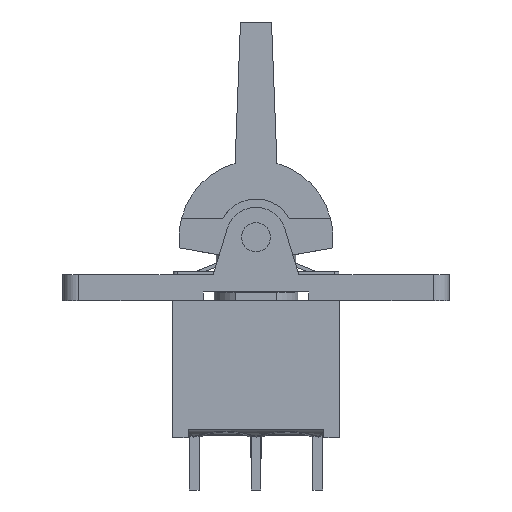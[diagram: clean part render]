
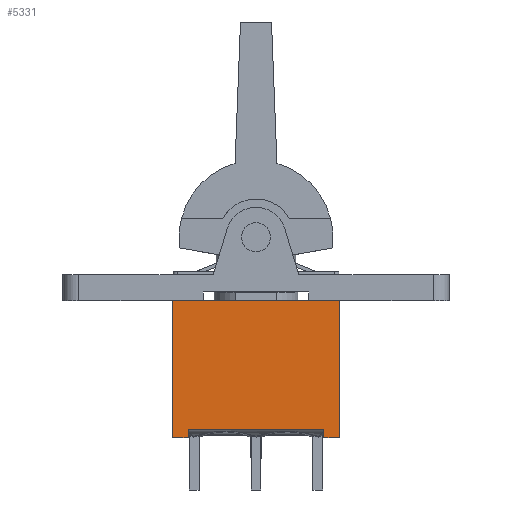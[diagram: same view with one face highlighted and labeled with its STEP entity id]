
A CAD part, front view. The second image highlights one B-rep face of the part: STEP entity #5331.
In plain terms, the highlighted planar face has unit normal (0, -1, 0).
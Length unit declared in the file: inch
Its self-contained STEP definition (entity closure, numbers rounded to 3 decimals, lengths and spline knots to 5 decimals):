
#384=PLANE('',#5774);
#659=FACE_OUTER_BOUND('',#968,.T.);
#968=EDGE_LOOP('',(#4958,#4959,#4960,#4961,#4962,#4963,#4964,#4965));
#1268=LINE('',#8255,#1769);
#1438=LINE('',#9871,#1939);
#1454=LINE('',#9906,#1955);
#1457=LINE('',#9910,#1958);
#1462=LINE('',#9918,#1963);
#1468=LINE('',#9930,#1969);
#1470=LINE('',#9933,#1971);
#1471=LINE('',#9934,#1972);
#1769=VECTOR('',#6614,0.3937);
#1939=VECTOR('',#7064,0.3937);
#1955=VECTOR('',#7090,0.3937);
#1958=VECTOR('',#7095,0.3937);
#1963=VECTOR('',#7102,0.3937);
#1969=VECTOR('',#7116,0.3937);
#1971=VECTOR('',#7120,0.3937);
#1972=VECTOR('',#7121,0.3937);
#2401=VERTEX_POINT('',#8252);
#2402=VERTEX_POINT('',#8254);
#2609=VERTEX_POINT('',#9864);
#2612=VERTEX_POINT('',#9869);
#2625=VERTEX_POINT('',#9903);
#2626=VERTEX_POINT('',#9905);
#2628=VERTEX_POINT('',#9917);
#2630=VERTEX_POINT('',#9929);
#3068=EDGE_CURVE('',#2402,#2401,#1268,.T.);
#3380=EDGE_CURVE('',#2609,#2612,#1438,.T.);
#3396=EDGE_CURVE('',#2626,#2625,#1454,.T.);
#3399=EDGE_CURVE('',#2625,#2609,#1457,.T.);
#3404=EDGE_CURVE('',#2628,#2402,#1462,.T.);
#3410=EDGE_CURVE('',#2626,#2630,#1468,.T.);
#3412=EDGE_CURVE('',#2628,#2612,#1470,.T.);
#3413=EDGE_CURVE('',#2630,#2401,#1471,.T.);
#4958=ORIENTED_EDGE('',*,*,#3380,.T.);
#4959=ORIENTED_EDGE('',*,*,#3412,.F.);
#4960=ORIENTED_EDGE('',*,*,#3404,.T.);
#4961=ORIENTED_EDGE('',*,*,#3068,.T.);
#4962=ORIENTED_EDGE('',*,*,#3413,.F.);
#4963=ORIENTED_EDGE('',*,*,#3410,.F.);
#4964=ORIENTED_EDGE('',*,*,#3396,.T.);
#4965=ORIENTED_EDGE('',*,*,#3399,.T.);
#5331=ADVANCED_FACE('',(#659),#384,.T.);
#5774=AXIS2_PLACEMENT_3D('',#9932,#7118,#7119);
#6614=DIRECTION('',(-1.,0.,0.));
#7064=DIRECTION('',(0.,0.,-1.));
#7090=DIRECTION('',(0.,0.,1.));
#7095=DIRECTION('',(1.,0.,0.));
#7102=DIRECTION('',(0.,0.,1.));
#7116=DIRECTION('',(-1.,0.,0.));
#7118=DIRECTION('center_axis',(0.,-1.,0.));
#7119=DIRECTION('ref_axis',(0.,0.,-1.));
#7120=DIRECTION('',(-1.,0.,0.));
#7121=DIRECTION('',(0.,0.,1.));
#8252=CARTESIAN_POINT('',(-0.25,-0.225,0.41024));
#8254=CARTESIAN_POINT('',(0.25,-0.225,0.41024));
#8255=CARTESIAN_POINT('',(0.25,-0.225,0.41024));
#9864=CARTESIAN_POINT('',(0.20276,-0.225,0.02559));
#9869=CARTESIAN_POINT('',(0.20276,-0.225,0.));
#9871=CARTESIAN_POINT('',(0.20276,-0.225,0.));
#9903=CARTESIAN_POINT('',(-0.20276,-0.225,0.02559));
#9905=CARTESIAN_POINT('',(-0.20276,-0.225,0.));
#9906=CARTESIAN_POINT('',(-0.20276,-0.225,0.));
#9910=CARTESIAN_POINT('',(0.125,-0.225,0.02559));
#9917=CARTESIAN_POINT('',(0.25,-0.225,0.));
#9918=CARTESIAN_POINT('',(0.25,-0.225,0.));
#9929=CARTESIAN_POINT('',(-0.25,-0.225,0.));
#9930=CARTESIAN_POINT('',(0.25,-0.225,0.));
#9932=CARTESIAN_POINT('Origin',(0.25,-0.225,0.));
#9933=CARTESIAN_POINT('',(0.25,-0.225,0.));
#9934=CARTESIAN_POINT('',(-0.25,-0.225,0.));
